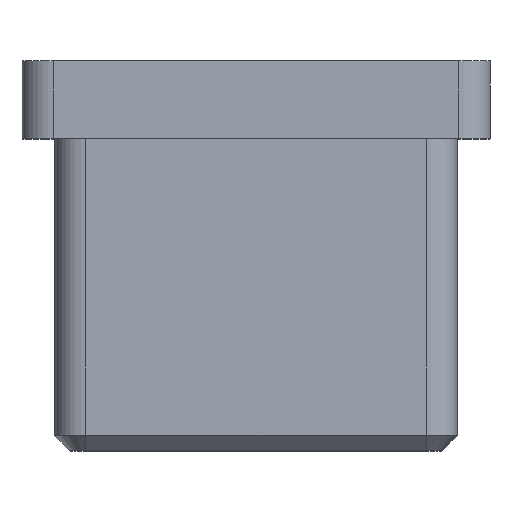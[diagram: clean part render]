
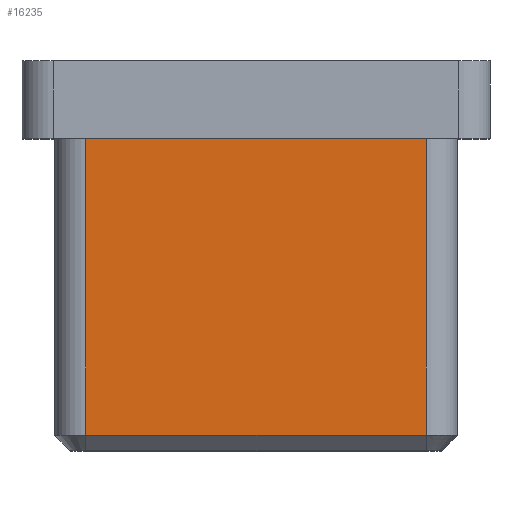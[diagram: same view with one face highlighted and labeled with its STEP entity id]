
A CAD part, top view. The second image highlights one B-rep face of the part: STEP entity #16235.
In plain terms, the highlighted planar face has unit normal (0, 0, 1).
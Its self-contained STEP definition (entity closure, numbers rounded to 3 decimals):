
#276 = EDGE_CURVE ( 'NONE', #5906, #9472, #6848, .T. ) ;
#367 = LINE ( 'NONE', #14257, #12874 ) ;
#963 = EDGE_CURVE ( 'NONE', #18267, #8032, #367, .T. ) ;
#1028 = ORIENTED_EDGE ( 'NONE', *, *, #14936, .T. ) ;
#1466 = VECTOR ( 'NONE', #16220, 1000. ) ;
#2521 = DIRECTION ( 'NONE',  ( 0., 0., -1. ) ) ;
#3950 = DIRECTION ( 'NONE',  ( -1., 0., 0. ) ) ;
#4282 = ORIENTED_EDGE ( 'NONE', *, *, #7494, .T. ) ;
#4692 = CARTESIAN_POINT ( 'NONE',  ( -10.9, -20., 12.9 ) ) ;
#4696 = AXIS2_PLACEMENT_3D ( 'NONE', #11067, #2521, #3950 ) ;
#5171 = CARTESIAN_POINT ( 'NONE',  ( -10.9, 0., 12.9 ) ) ;
#5409 = PLANE ( 'NONE',  #4696 ) ;
#5906 = VERTEX_POINT ( 'NONE', #6988 ) ;
#6652 = VECTOR ( 'NONE', #12041, 1000. ) ;
#6848 = LINE ( 'NONE', #16443, #6652 ) ;
#6988 = CARTESIAN_POINT ( 'NONE',  ( 10.9, 0., 12.9 ) ) ;
#7494 = EDGE_CURVE ( 'NONE', #8032, #5906, #8097, .T. ) ;
#8032 = VERTEX_POINT ( 'NONE', #8903 ) ;
#8097 = LINE ( 'NONE', #13589, #13715 ) ;
#8903 = CARTESIAN_POINT ( 'NONE',  ( 10.9, -19., 12.9 ) ) ;
#9284 = LINE ( 'NONE', #4692, #1466 ) ;
#9472 = VERTEX_POINT ( 'NONE', #5171 ) ;
#10592 = CARTESIAN_POINT ( 'NONE',  ( -10.9, -19., 12.9 ) ) ;
#10696 = EDGE_LOOP ( 'NONE', ( #1028, #14970, #4282, #17386 ) ) ;
#11067 = CARTESIAN_POINT ( 'NONE',  ( -12.9, -20., 12.9 ) ) ;
#12041 = DIRECTION ( 'NONE',  ( -1., 0., 0. ) ) ;
#12874 = VECTOR ( 'NONE', #14320, 1000. ) ;
#13464 = DIRECTION ( 'NONE',  ( 0., 1., 0. ) ) ;
#13589 = CARTESIAN_POINT ( 'NONE',  ( 10.9, -20., 12.9 ) ) ;
#13715 = VECTOR ( 'NONE', #13464, 1000. ) ;
#14257 = CARTESIAN_POINT ( 'NONE',  ( 10.9, -19., 12.9 ) ) ;
#14320 = DIRECTION ( 'NONE',  ( 1., 0., 0. ) ) ;
#14936 = EDGE_CURVE ( 'NONE', #9472, #18267, #9284, .T. ) ;
#14970 = ORIENTED_EDGE ( 'NONE', *, *, #963, .T. ) ;
#16220 = DIRECTION ( 'NONE',  ( 0., -1., 0. ) ) ;
#16235 = ADVANCED_FACE ( 'NONE', ( #17707 ), #5409, .F. ) ;
#16443 = CARTESIAN_POINT ( 'NONE',  ( -12.9, 0., 12.9 ) ) ;
#17386 = ORIENTED_EDGE ( 'NONE', *, *, #276, .T. ) ;
#17707 = FACE_OUTER_BOUND ( 'NONE', #10696, .T. ) ;
#18267 = VERTEX_POINT ( 'NONE', #10592 ) ;
